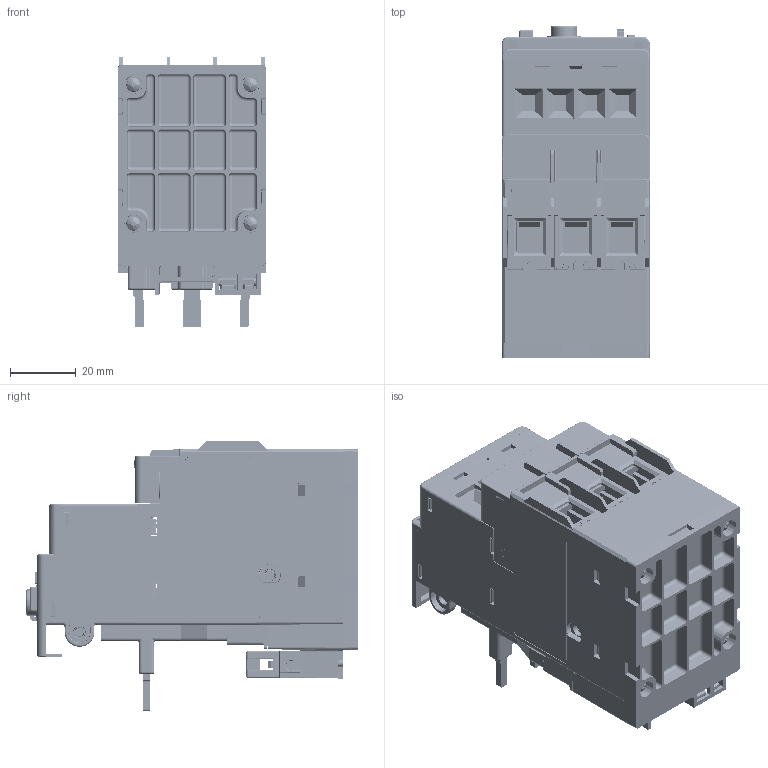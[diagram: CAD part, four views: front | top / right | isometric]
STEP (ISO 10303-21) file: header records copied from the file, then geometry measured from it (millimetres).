
FILE_DESCRIPTION((''),'2;1');
FILE_NAME('40751-511-01_SW0001','2009-05-19T',('GLLehman'),('Rockwell Automation'),'PRO/ENGINEER BY PARAMETRIC TECHNOLOGY CORPORATION, 2005110','PRO/ENGINEER BY PARAMETRIC TECHNOLOGY CORPORATION, 2005110','');
FILE_SCHEMA(('CONFIG_CONTROL_DESIGN'));
Products named in the file (1): 40751-511-01_SW0001
Bounding box: 44.85 x 100.66 x 81.96 mm (x, y, z)
Surface area: 127917.4 mm2 (no closed solid volume)
Topology: 0 solids, 460 shells, 6756 faces, 27643 edges, 20739 vertices
Faces by surface type: plane 4292, cylinder 1756, cone 287, bspline 171, sphere 127, torus 123
Entity records: 298181 total; most frequent: CARTESIAN_POINT 78530, DIRECTION 42010, ORIENTED_EDGE 41525, EDGE_CURVE 27634, VECTOR 21780, LINE 21780, VERTEX_POINT 20738, AXIS2_PLACEMENT_3D 10115
